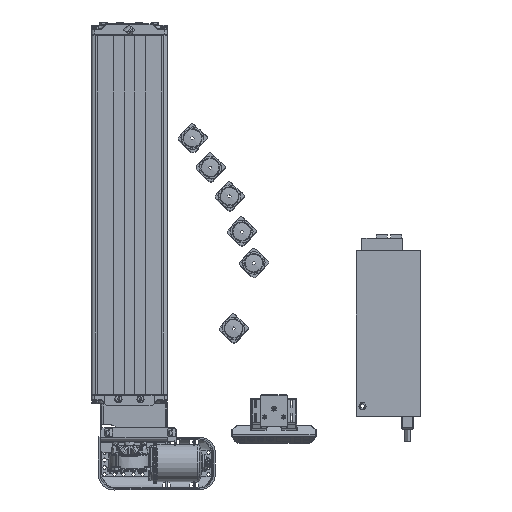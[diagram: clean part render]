
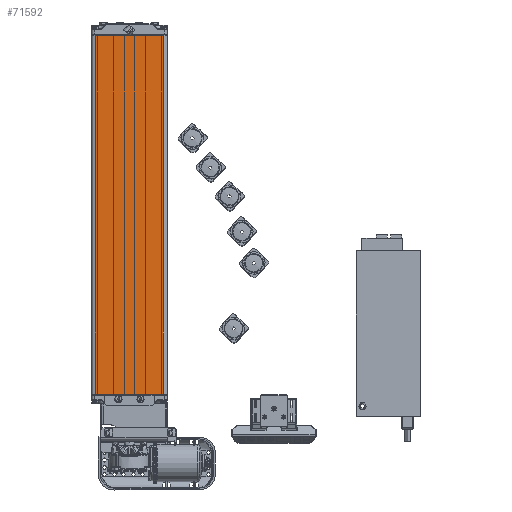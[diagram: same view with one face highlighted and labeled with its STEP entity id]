
A CAD part, top view. The second image highlights one B-rep face of the part: STEP entity #71592.
In plain terms, the highlighted planar face has unit normal (0, 0, 1).
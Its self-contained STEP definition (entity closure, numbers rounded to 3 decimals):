
#13136=FACE_OUTER_BOUND('',#17367,.T.);
#17367=EDGE_LOOP('',(#48459,#48460,#48461,#48462));
#21961=LINE('',#104830,#26232);
#21962=LINE('',#104832,#26233);
#21963=LINE('',#104834,#26234);
#21964=LINE('',#104835,#26235);
#26232=VECTOR('',#84603,569.5);
#26233=VECTOR('',#84604,108.);
#26234=VECTOR('',#84605,569.5);
#26235=VECTOR('',#84606,108.);
#30503=VERTEX_POINT('',#104828);
#30504=VERTEX_POINT('',#104829);
#30505=VERTEX_POINT('',#104831);
#30506=VERTEX_POINT('',#104833);
#37465=EDGE_CURVE('',#30503,#30504,#21961,.F.);
#37466=EDGE_CURVE('',#30504,#30505,#21962,.T.);
#37467=EDGE_CURVE('',#30505,#30506,#21963,.T.);
#37468=EDGE_CURVE('',#30506,#30503,#21964,.F.);
#48459=ORIENTED_EDGE('',*,*,#37465,.T.);
#48460=ORIENTED_EDGE('',*,*,#37466,.T.);
#48461=ORIENTED_EDGE('',*,*,#37467,.T.);
#48462=ORIENTED_EDGE('',*,*,#37468,.T.);
#70447=PLANE('',#76619);
#71592=ADVANCED_FACE('',(#13136),#70447,.T.);
#76619=AXIS2_PLACEMENT_3D('',#104827,#84601,#84602);
#84601=DIRECTION('center_axis',(0.,0.,1.));
#84602=DIRECTION('ref_axis',(1.,0.,0.));
#84603=DIRECTION('',(0.,-1.,0.));
#84604=DIRECTION('',(-1.,0.,0.));
#84605=DIRECTION('',(0.,-1.,0.));
#84606=DIRECTION('',(-1.,0.,0.));
#104827=CARTESIAN_POINT('Origin',(60.,570.5,30.));
#104828=CARTESIAN_POINT('',(54.,0.5,30.));
#104829=CARTESIAN_POINT('',(54.,570.,30.));
#104830=CARTESIAN_POINT('',(54.,570.,30.));
#104831=CARTESIAN_POINT('',(-54.,570.,30.));
#104832=CARTESIAN_POINT('',(54.,570.,30.));
#104833=CARTESIAN_POINT('',(-54.,0.5,30.));
#104834=CARTESIAN_POINT('',(-54.,570.,30.));
#104835=CARTESIAN_POINT('',(54.,0.5,30.));
